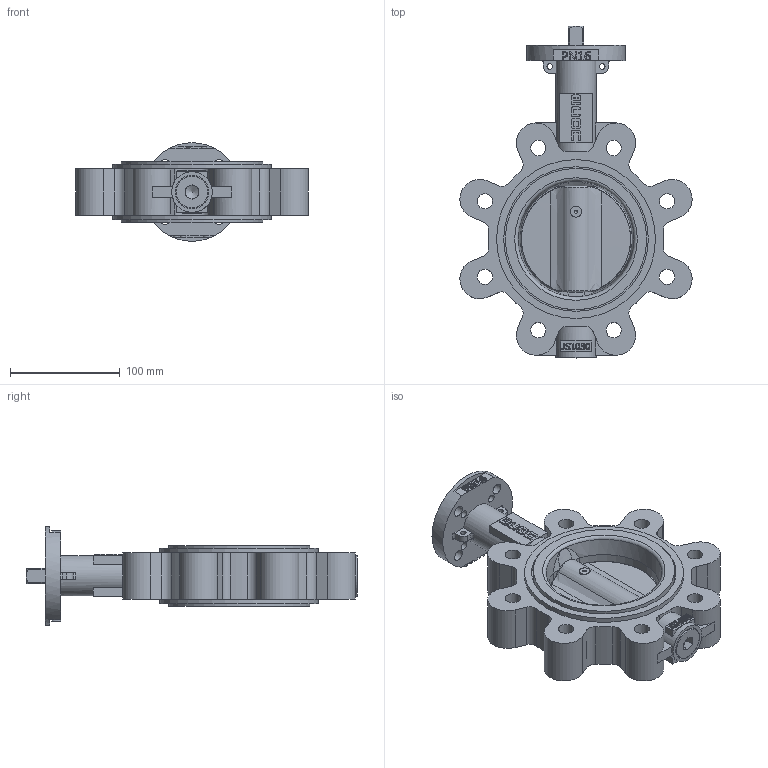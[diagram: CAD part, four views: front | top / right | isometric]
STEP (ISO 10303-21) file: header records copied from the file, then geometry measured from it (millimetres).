
FILE_DESCRIPTION(/* description */ (''),/* implementation_level */ '2;1');
FILE_NAME(/* name */ '6820-DN100-PN16.stp',/* time_stamp */ '2017-05-11T11:40:20+02:00',/* author */ ('nils.martens'),/* organization */ (''),/* preprocessor_version */ 'ST-DEVELOPER v16.5',/* originating_system */ 'Autodesk Inventor 2017',/* authorisation */ '');
FILE_SCHEMA (('AUTOMOTIVE_DESIGN { 1 0 10303 214 3 1 1 }'));
Length unit declared in the file: millimetre
Products named in the file (1): 6820-DN100
Bounding box: 211.96 x 303 x 90 mm (x, y, z)
Volume: 1187819.3 mm3; surface area: 182671.7 mm2
Topology: 2 solids, 4 shells, 642 faces, 1685 edges, 1100 vertices
Faces by surface type: plane 319, bspline 164, cylinder 124, cone 21, torus 14
Full cylindrical faces by diameter (mm): 5 x3, 7 x4, 10 x4, 13 x1, 13.7 x1, 14 x8, 14.75 x1, 15 x1, 17 x1, 18 x4, 29 x1, 31 x1, 37 x2, 90 x1, 129 x2, 132 x2, 145 x2
Entity records: 29338 total; most frequent: CARTESIAN_POINT 14024, ORIENTED_EDGE 3222, DIRECTION 2555, EDGE_CURVE 1609, VERTEX_POINT 1074, LINE 853, VECTOR 853, AXIS2_PLACEMENT_3D 851
